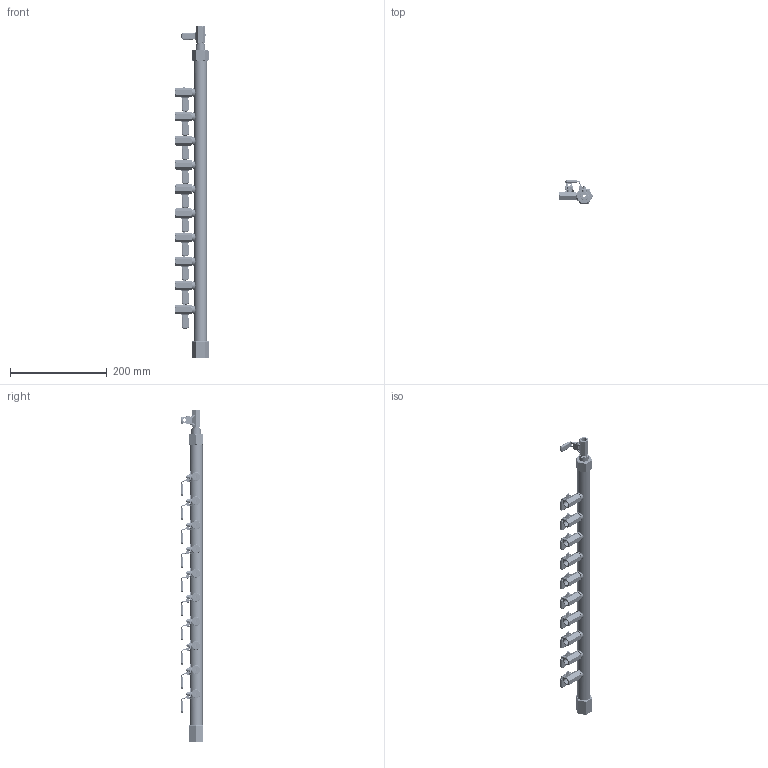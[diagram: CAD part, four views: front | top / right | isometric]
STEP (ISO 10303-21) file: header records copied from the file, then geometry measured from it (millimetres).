
FILE_DESCRIPTION (( 'STEP AP214' ), '1' );
FILE_NAME ('AH34RP10SL-14RVSL 10 Way LH Single Sided Manifold - Venting.STEP', '2024-10-28T20:10:36', ( '' ), ( '' ), 'SwSTEP 2.0', 'SolidWorks 2022', '' );
FILE_SCHEMA (( 'AUTOMOTIVE_DESIGN' ));
Length unit declared in the file: millimetre
Products named in the file (19): m5 Nut; 5mm SS Washer; 5mm Nylon Washer; D1T-HL Valve Body; F-CAP; D1T-HL Handle Cover; D1T-HL red sleeve_D1T-HL Closed; D1T-HL Valve Body_Venting; BACK_P; 5mm SS Lock Washer; STEM; D1T-HL red sleeve_Venting Iso; SLIDE_LOCK; White letter colouring block; AH34RP10SL-14RVSL AH34 Series LH 10 Way Single Sided Manifold; Lever; Manifold Adaptor; 3-4 BSPT Coupler; AH34RP10SL-14RVSL 10 Way LH Single Sided Manifold - Venting
Assembly tree (40 placements, depth 3):
  AH34RP10SL-14RVSL 10 Way LH Single Sided Manifold - Venting
    AH34RP10SL-14RVSL AH34 Series LH 10 Way Single Sided Manifold
    Manifold Adaptor
    D1T-HL red sleeve_D1T-HL Closed
      D1T-HL Valve Body
      STEM
      BACK_P
      F-CAP
      SLIDE_LOCK
      Lever
      5mm Nylon Washer
      5mm SS Washer  x2
      5mm SS Lock Washer
      m5 Nut
      D1T-HL Handle Cover
      White letter colouring block
    D1T-HL red sleeve_Venting Iso  x10
      D1T-HL Valve Body_Venting
      STEM
      BACK_P
      F-CAP
      SLIDE_LOCK
      Lever
      5mm Nylon Washer
      5mm SS Washer
      5mm SS Lock Washer
      m5 Nut
      D1T-HL Handle Cover
      White letter colouring block
    3-4 BSPT Coupler
Bounding box: 69.75 x 47.35 x 688 mm (x, y, z)
Volume: 310764.2 mm3; surface area: 234221.1 mm2
Topology: 179 solids, 179 shells, 6123 faces, 15554 edges, 9982 vertices
Faces by surface type: plane 2760, cylinder 1592, bspline 1013, torus 572, cone 186
Entity records: 51774 total; most frequent: CARTESIAN_POINT 25184, ORIENTED_EDGE 5076, DIRECTION 4076, EDGE_CURVE 2538, VERTEX_POINT 1622, AXIS2_PLACEMENT_3D 1423, LINE 1230, VECTOR 1230
